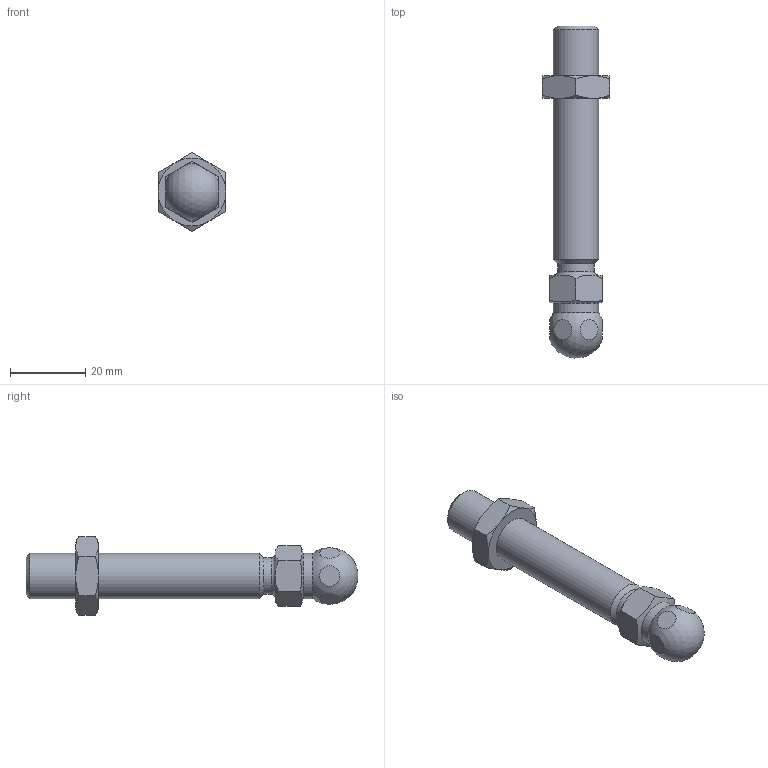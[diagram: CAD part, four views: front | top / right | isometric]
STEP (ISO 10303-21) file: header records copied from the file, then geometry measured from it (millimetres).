
FILE_DESCRIPTION(/* description */ ('Gewindestange M12x66'),/* implementation_level */ '2;1');
FILE_NAME(/* name */ 'Syskomp 403536812 Gewindestange M12x166 Edelstahl.STEP',/* time_stamp */ '2015-09-17T11:28:09+02:00',/* author */ ('mstrom'),/* organization */ (''),/* preprocessor_version */ 'ST-DEVELOPER v15.2',/* originating_system */ 'Autodesk Inventor 2014',/* authorisation */ '');
FILE_SCHEMA (('AUTOMOTIVE_DESIGN { 1 0 10303 214 3 1 1 }'));
Length unit declared in the file: millimetre
Products named in the file (1): 403536812 Gewindestange M12x66 Edelstahl
Bounding box: 18 x 87.98 x 20.78 mm (x, y, z)
Volume: 11558.7 mm3; surface area: 4608.7 mm2
Topology: 2 solids, 2 shells, 52 faces, 118 edges, 76 vertices
Faces by surface type: cone 23, plane 22, cylinder 5, torus 1, sphere 1
Full cylindrical faces by diameter (mm): 9.7 x1, 10.2 x1, 12 x3
Entity records: 1518 total; most frequent: CARTESIAN_POINT 490, ORIENTED_EDGE 202, DIRECTION 196, EDGE_CURVE 101, AXIS2_PLACEMENT_3D 89, EDGE_LOOP 72, VERTEX_POINT 71, ADVANCED_FACE 52
